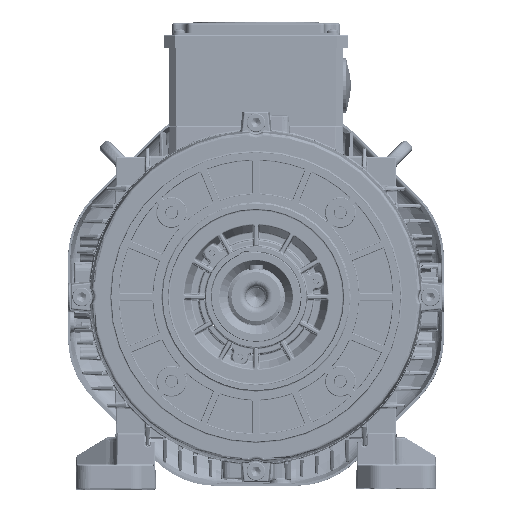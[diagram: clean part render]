
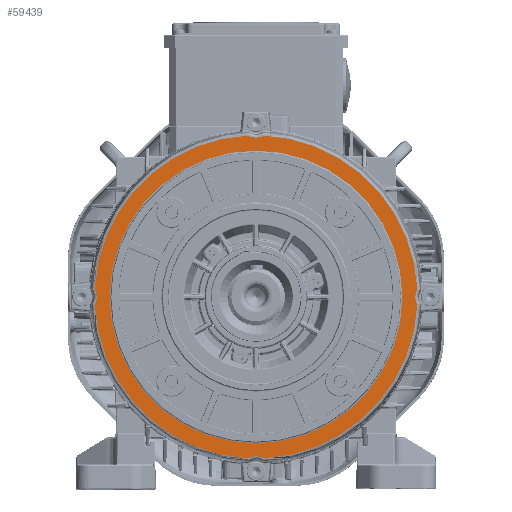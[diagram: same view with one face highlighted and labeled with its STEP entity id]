
A CAD part, top view. The second image highlights one B-rep face of the part: STEP entity #59439.
In plain terms, the highlighted planar face has unit normal (0, 0, 1).
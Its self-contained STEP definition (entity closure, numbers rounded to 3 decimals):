
#5287=PLANE('',#177508);
#59439=ADVANCED_FACE('',(#64244,#64245),#5287,.F.);
#64244=FACE_BOUND('',#72004,.T.);
#64245=FACE_BOUND('',#72005,.T.);
#72004=EDGE_LOOP('',(#107544));
#72005=EDGE_LOOP('',(#107545,#107546,#107547,#107548,#107549,#107550,#107551,
#107552));
#107544=ORIENTED_EDGE('',*,*,#154149,.T.);
#107545=ORIENTED_EDGE('',*,*,#154150,.T.);
#107546=ORIENTED_EDGE('',*,*,#153582,.T.);
#107547=ORIENTED_EDGE('',*,*,#153578,.T.);
#107548=ORIENTED_EDGE('',*,*,#154151,.T.);
#107549=ORIENTED_EDGE('',*,*,#154152,.T.);
#107550=ORIENTED_EDGE('',*,*,#154153,.T.);
#107551=ORIENTED_EDGE('',*,*,#154154,.T.);
#107552=ORIENTED_EDGE('',*,*,#154155,.T.);
#128260=VERTEX_POINT('',#312410);
#128261=VERTEX_POINT('',#312412);
#128264=VERTEX_POINT('',#312430);
#128764=VERTEX_POINT('',#314704);
#128765=VERTEX_POINT('',#314706);
#128766=VERTEX_POINT('',#314708);
#128767=VERTEX_POINT('',#314710);
#128768=VERTEX_POINT('',#314712);
#128769=VERTEX_POINT('',#314714);
#153578=EDGE_CURVE('',#128261,#128260,#162385,.T.);
#153582=EDGE_CURVE('',#128264,#128261,#162387,.T.);
#154149=EDGE_CURVE('',#128764,#128764,#162593,.T.);
#154150=EDGE_CURVE('',#128765,#128264,#162594,.T.);
#154151=EDGE_CURVE('',#128260,#128766,#162595,.T.);
#154152=EDGE_CURVE('',#128766,#128767,#162596,.T.);
#154153=EDGE_CURVE('',#128767,#128768,#162597,.T.);
#154154=EDGE_CURVE('',#128768,#128769,#162598,.T.);
#154155=EDGE_CURVE('',#128769,#128765,#162599,.T.);
#162385=CIRCLE('',#177168,111.713);
#162387=CIRCLE('',#177171,10.315);
#162593=CIRCLE('',#177501,101.175);
#162594=CIRCLE('',#177502,111.713);
#162595=CIRCLE('',#177503,10.315);
#162596=CIRCLE('',#177504,111.713);
#162597=CIRCLE('',#177505,10.315);
#162598=CIRCLE('',#177506,111.713);
#162599=CIRCLE('',#177507,10.315);
#177168=AXIS2_PLACEMENT_3D('',#312411,#215983,#215984);
#177171=AXIS2_PLACEMENT_3D('',#312429,#215989,#215990);
#177501=AXIS2_PLACEMENT_3D('',#314703,#216805,#216806);
#177502=AXIS2_PLACEMENT_3D('',#314705,#216807,#216808);
#177503=AXIS2_PLACEMENT_3D('',#314707,#216809,#216810);
#177504=AXIS2_PLACEMENT_3D('',#314709,#216811,#216812);
#177505=AXIS2_PLACEMENT_3D('',#314711,#216813,#216814);
#177506=AXIS2_PLACEMENT_3D('',#314713,#216815,#216816);
#177507=AXIS2_PLACEMENT_3D('',#314715,#216817,#216818);
#177508=AXIS2_PLACEMENT_3D('',#314716,#216819,#216820);
#215983=DIRECTION('',(0.,0.,1.));
#215984=DIRECTION('',(-1.,0.,0.));
#215989=DIRECTION('',(0.,0.,-1.));
#215990=DIRECTION('',(-1.,0.,0.));
#216805=DIRECTION('',(0.,0.,-1.));
#216806=DIRECTION('',(-1.,0.,0.));
#216807=DIRECTION('',(0.,0.,1.));
#216808=DIRECTION('',(-1.,0.,0.));
#216809=DIRECTION('',(0.,0.,-1.));
#216810=DIRECTION('',(-1.,0.,0.));
#216811=DIRECTION('',(0.,0.,1.));
#216812=DIRECTION('',(-1.,0.,0.));
#216813=DIRECTION('',(0.,0.,-1.));
#216814=DIRECTION('',(-1.,0.,0.));
#216815=DIRECTION('',(0.,0.,1.));
#216816=DIRECTION('',(-1.,0.,0.));
#216817=DIRECTION('',(0.,0.,-1.));
#216818=DIRECTION('',(-1.,0.,0.));
#216819=DIRECTION('',(0.,0.,-1.));
#216820=DIRECTION('',(-1.,0.,0.));
#312410=CARTESIAN_POINT('',(254.8,-111.592,355.5));
#312411=CARTESIAN_POINT('',(260.,0.,355.5));
#312412=CARTESIAN_POINT('',(148.408,-5.2,355.5));
#312429=CARTESIAN_POINT('',(139.5,0.,355.5));
#312430=CARTESIAN_POINT('',(148.408,5.2,355.5));
#314703=CARTESIAN_POINT('',(260.,0.,355.5));
#314704=CARTESIAN_POINT('',(158.825,0.,355.5));
#314705=CARTESIAN_POINT('',(260.,0.,355.5));
#314706=CARTESIAN_POINT('',(254.8,111.592,355.5));
#314707=CARTESIAN_POINT('',(260.,-120.5,355.5));
#314708=CARTESIAN_POINT('',(265.2,-111.592,355.5));
#314709=CARTESIAN_POINT('',(260.,0.,355.5));
#314710=CARTESIAN_POINT('',(371.592,-5.2,355.5));
#314711=CARTESIAN_POINT('',(380.5,0.,355.5));
#314712=CARTESIAN_POINT('',(371.592,5.2,355.5));
#314713=CARTESIAN_POINT('',(260.,0.,355.5));
#314714=CARTESIAN_POINT('',(265.2,111.592,355.5));
#314715=CARTESIAN_POINT('',(260.,120.5,355.5));
#314716=CARTESIAN_POINT('',(375.,0.,355.5));
